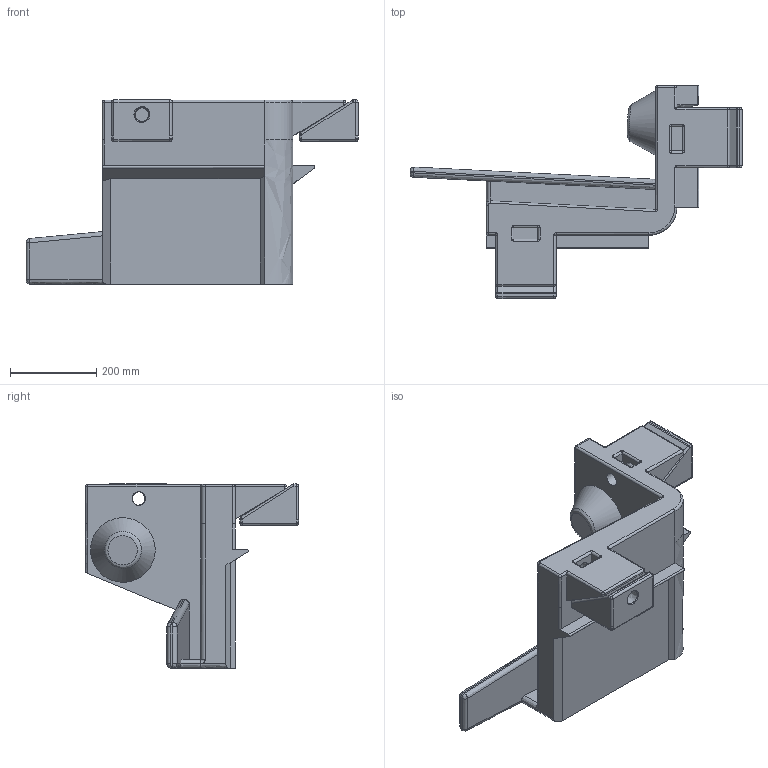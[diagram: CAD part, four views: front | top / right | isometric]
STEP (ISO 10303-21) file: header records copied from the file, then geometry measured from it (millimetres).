
FILE_DESCRIPTION ((), '1');
FILE_NAME ('dock-rail-rc1.stp', '2017-03-06T12:15:12', ('Unknown'), ('Unknown'), 'HarmonyWare STEP v1.7.11', 'HarmonyWare Translators', '');
FILE_SCHEMA (('CONFIG_CONTROL_DESIGN'));
Length unit declared in the file: centimetre
Products named in the file (4): product-name; dock-rail-rc1; rail dock 7: rail dock 7
Bounding box: 770.92 x 494.62 x 427.74 mm (x, y, z)
Volume: 21551072.6 mm3; surface area: 1187452.1 mm2
Topology: 3 solids, 4 shells, 233 faces, 570 edges, 308 vertices
Faces by surface type: bspline 233
Entity records: 11759 total; most frequent: CARTESIAN_POINT 8412, ORIENTED_EDGE 1056, EDGE_CURVE 529, VERTEX_POINT 308, EDGE_LOOP 248, B_SPLINE_CURVE_WITH_KNOTS 246, FACE_OUTER_BOUND 233, ADVANCED_FACE 233
